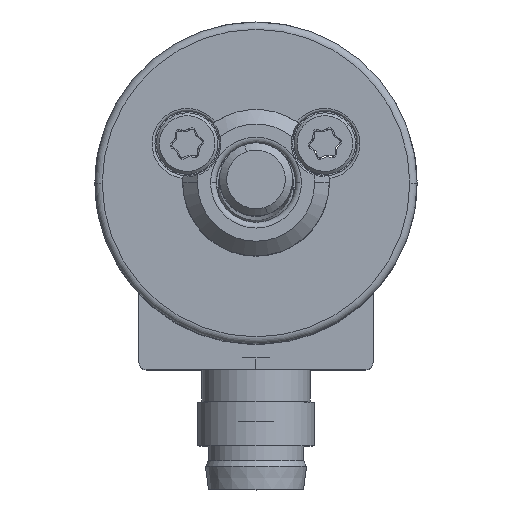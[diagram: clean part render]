
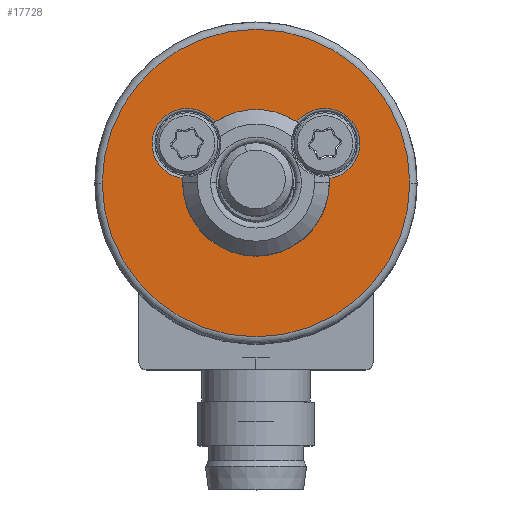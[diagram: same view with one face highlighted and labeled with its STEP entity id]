
A CAD part, top view. The second image highlights one B-rep face of the part: STEP entity #17728.
In plain terms, the highlighted planar face has unit normal (0, 0, 1).
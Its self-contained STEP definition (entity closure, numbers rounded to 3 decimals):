
#37 = DIRECTION ( 'NONE',  ( 0., 0., -1. ) ) ;
#46 = EDGE_CURVE ( 'NONE', #17951, #14785, #21376, .T. ) ;
#107 = AXIS2_PLACEMENT_3D ( 'NONE', #7610, #20565, #9470 ) ;
#542 = VERTEX_POINT ( 'NONE', #9737 ) ;
#811 = CIRCLE ( 'NONE', #3428, 4.8 ) ;
#1027 = DIRECTION ( 'NONE',  ( 1., 0., 0. ) ) ;
#1503 = PLANE ( 'NONE',  #23102 ) ;
#2116 = ORIENTED_EDGE ( 'NONE', *, *, #7193, .T. ) ;
#2459 = CARTESIAN_POINT ( 'NONE',  ( 10.5, 0., 136.6 ) ) ;
#3090 = DIRECTION ( 'NONE',  ( 0., 0., -1. ) ) ;
#3163 = CIRCLE ( 'NONE', #7031, 2.4 ) ;
#3428 = AXIS2_PLACEMENT_3D ( 'NONE', #14227, #3090, #16121 ) ;
#3457 = VERTEX_POINT ( 'NONE', #21589 ) ;
#3738 = CARTESIAN_POINT ( 'NONE',  ( -4.791, 0.302, 136.6 ) ) ;
#4445 = DIRECTION ( 'NONE',  ( 0., 0., 1. ) ) ;
#5334 = EDGE_CURVE ( 'NONE', #17655, #17631, #8656, .T. ) ;
#5445 = CARTESIAN_POINT ( 'NONE',  ( 0., 0., 136.6 ) ) ;
#6162 = ORIENTED_EDGE ( 'NONE', *, *, #12572, .T. ) ;
#6430 = CARTESIAN_POINT ( 'NONE',  ( -10.5, 0., 136.6 ) ) ;
#6721 = AXIS2_PLACEMENT_3D ( 'NONE', #21715, #10654, #23578 ) ;
#6855 = CARTESIAN_POINT ( 'NONE',  ( -2.674, 3.986, 136.6 ) ) ;
#7031 = AXIS2_PLACEMENT_3D ( 'NONE', #23217, #12157, #1027 ) ;
#7193 = EDGE_CURVE ( 'NONE', #3457, #7229, #12913, .T. ) ;
#7229 = VERTEX_POINT ( 'NONE', #3738 ) ;
#7324 = DIRECTION ( 'NONE',  ( 0., 1., 0. ) ) ;
#7573 = CIRCLE ( 'NONE', #21415, 2.4 ) ;
#7610 = CARTESIAN_POINT ( 'NONE',  ( 4.7, 2.7, 136.6 ) ) ;
#7829 = VERTEX_POINT ( 'NONE', #10461 ) ;
#7839 = EDGE_LOOP ( 'NONE', ( #9019, #16292 ) ) ;
#8232 = EDGE_CURVE ( 'NONE', #7229, #17655, #7573, .T. ) ;
#8656 = CIRCLE ( 'NONE', #17795, 4.8 ) ;
#8722 = CARTESIAN_POINT ( 'NONE',  ( 0., 4.8, 136.6 ) ) ;
#8766 = EDGE_CURVE ( 'NONE', #17631, #7829, #811, .T. ) ;
#8834 = CARTESIAN_POINT ( 'NONE',  ( -4.7, 2.7, 136.6 ) ) ;
#8916 = EDGE_CURVE ( 'NONE', #14785, #17951, #22259, .T. ) ;
#9019 = ORIENTED_EDGE ( 'NONE', *, *, #8916, .T. ) ;
#9043 = CARTESIAN_POINT ( 'NONE',  ( 0., 0., 136.6 ) ) ;
#9314 = AXIS2_PLACEMENT_3D ( 'NONE', #5445, #18422, #7324 ) ;
#9470 = DIRECTION ( 'NONE',  ( 1., 0., 0. ) ) ;
#9737 = CARTESIAN_POINT ( 'NONE',  ( 7.1, 2.7, 136.6 ) ) ;
#9947 = ORIENTED_EDGE ( 'NONE', *, *, #8232, .T. ) ;
#10429 = ORIENTED_EDGE ( 'NONE', *, *, #8766, .T. ) ;
#10461 = CARTESIAN_POINT ( 'NONE',  ( 2.674, 3.986, 136.6 ) ) ;
#10654 = DIRECTION ( 'NONE',  ( 0., 0., 1. ) ) ;
#10704 = DIRECTION ( 'NONE',  ( 1., 0., 0. ) ) ;
#10916 = DIRECTION ( 'NONE',  ( 1., 0., 0. ) ) ;
#11217 = CARTESIAN_POINT ( 'NONE',  ( 0., 0., 136.6 ) ) ;
#12157 = DIRECTION ( 'NONE',  ( 0., 0., -1. ) ) ;
#12572 = EDGE_CURVE ( 'NONE', #7829, #542, #13696, .T. ) ;
#12913 = CIRCLE ( 'NONE', #9314, 4.8 ) ;
#13075 = DIRECTION ( 'NONE',  ( 0., 1., 0. ) ) ;
#13696 = CIRCLE ( 'NONE', #107, 2.4 ) ;
#14227 = CARTESIAN_POINT ( 'NONE',  ( 0., 0., 136.6 ) ) ;
#14785 = VERTEX_POINT ( 'NONE', #2459 ) ;
#15592 = CARTESIAN_POINT ( 'NONE',  ( 0., 0., 136.6 ) ) ;
#16121 = DIRECTION ( 'NONE',  ( 0., 1., 0. ) ) ;
#16292 = ORIENTED_EDGE ( 'NONE', *, *, #46, .T. ) ;
#16813 = ORIENTED_EDGE ( 'NONE', *, *, #5334, .T. ) ;
#17431 = DIRECTION ( 'NONE',  ( 1., 0., 0. ) ) ;
#17631 = VERTEX_POINT ( 'NONE', #8722 ) ;
#17655 = VERTEX_POINT ( 'NONE', #6855 ) ;
#17728 = ADVANCED_FACE ( 'NONE', ( #22897, #18005 ), #1503, .T. ) ;
#17746 = ORIENTED_EDGE ( 'NONE', *, *, #21788, .T. ) ;
#17766 = AXIS2_PLACEMENT_3D ( 'NONE', #15592, #4445, #17431 ) ;
#17795 = AXIS2_PLACEMENT_3D ( 'NONE', #11217, #37, #13075 ) ;
#17951 = VERTEX_POINT ( 'NONE', #6430 ) ;
#18005 = FACE_BOUND ( 'NONE', #18881, .T. ) ;
#18422 = DIRECTION ( 'NONE',  ( 0., 0., -1. ) ) ;
#18881 = EDGE_LOOP ( 'NONE', ( #16813, #10429, #6162, #17746, #2116, #9947 ) ) ;
#20565 = DIRECTION ( 'NONE',  ( 0., 0., -1. ) ) ;
#21376 = CIRCLE ( 'NONE', #17766, 10.5 ) ;
#21415 = AXIS2_PLACEMENT_3D ( 'NONE', #8834, #21759, #10704 ) ;
#21589 = CARTESIAN_POINT ( 'NONE',  ( 4.791, 0.302, 136.6 ) ) ;
#21715 = CARTESIAN_POINT ( 'NONE',  ( 0., 0., 136.6 ) ) ;
#21759 = DIRECTION ( 'NONE',  ( 0., 0., -1. ) ) ;
#21788 = EDGE_CURVE ( 'NONE', #542, #3457, #3163, .T. ) ;
#21966 = DIRECTION ( 'NONE',  ( 0., 0., 1. ) ) ;
#22259 = CIRCLE ( 'NONE', #6721, 10.5 ) ;
#22897 = FACE_OUTER_BOUND ( 'NONE', #7839, .T. ) ;
#23102 = AXIS2_PLACEMENT_3D ( 'NONE', #9043, #21966, #10916 ) ;
#23217 = CARTESIAN_POINT ( 'NONE',  ( 4.7, 2.7, 136.6 ) ) ;
#23578 = DIRECTION ( 'NONE',  ( 1., 0., 0. ) ) ;
